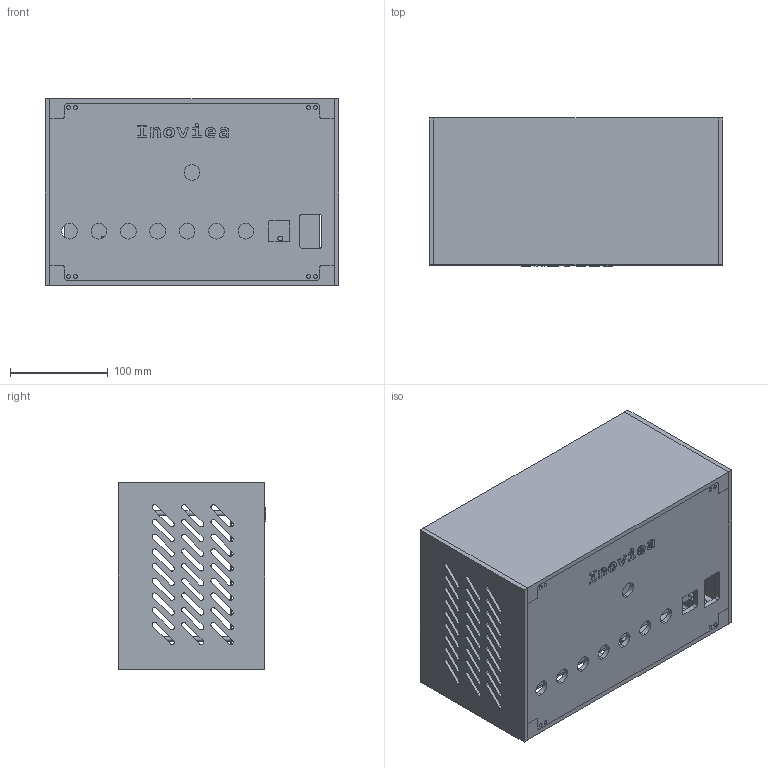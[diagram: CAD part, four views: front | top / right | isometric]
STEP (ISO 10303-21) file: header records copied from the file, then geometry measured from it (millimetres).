
FILE_DESCRIPTION (( 'STEP AP203' ), '1' );
FILE_NAME ('Updated housing assembly.STEP', '2021-11-21T12:33:56', ( '' ), ( '' ), 'SwSTEP 2.0', 'SolidWorks 2020', '' );
FILE_SCHEMA (( 'CONFIG_CONTROL_DESIGN' ));
Length unit declared in the file: millimetre
Products named in the file (6): Housing Front plate; Side plate; Side RH; Rack mount; Updated housing assembly; SIde LH
Assembly tree (6 placements, depth 2):
  Updated housing assembly
    Housing Front plate
    SIde LH
    Side RH
    Side plate  x2
    Rack mount
Bounding box: 300 x 151 x 190 mm (x, y, z)
Volume: 1167279.1 mm3; surface area: 659104.2 mm2
Topology: 6 solids, 6 shells, 654 faces, 1833 edges, 1222 vertices
Faces by surface type: cylinder 326, plane 293, bspline 35
Entity records: 19222 total; most frequent: CARTESIAN_POINT 4901, ORIENTED_EDGE 2832, DIRECTION 2810, EDGE_CURVE 1416, AXIS2_PLACEMENT_3D 977, VERTEX_POINT 944, LINE 856, VECTOR 856
